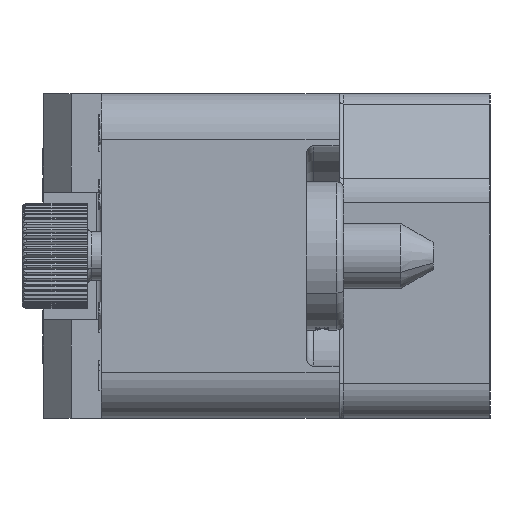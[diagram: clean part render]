
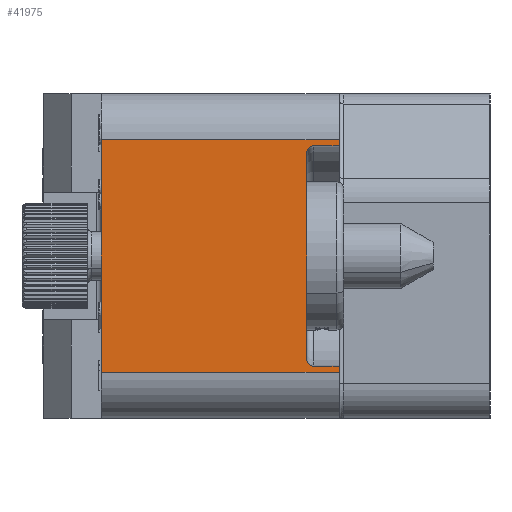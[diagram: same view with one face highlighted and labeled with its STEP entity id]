
A CAD part, left-side view. The second image highlights one B-rep face of the part: STEP entity #41975.
In plain terms, the highlighted planar face has unit normal (-1, 0, 0).
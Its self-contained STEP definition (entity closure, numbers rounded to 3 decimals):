
#3067=DIRECTION('',(0.,0.,-1.));
#3068=VECTOR('',#3067,10.);
#3069=CARTESIAN_POINT('',(-40.,10.25,5.));
#3070=LINE('',#3069,#3068);
#3608=DIRECTION('',(0.,-1.,0.));
#3609=VECTOR('',#3608,10.25);
#3610=CARTESIAN_POINT('',(-40.,10.25,5.));
#3611=LINE('',#3610,#3609);
#3790=DIRECTION('',(0.,1.,0.));
#3791=VECTOR('',#3790,10.25);
#3792=CARTESIAN_POINT('',(-40.,0.,-5.));
#3793=LINE('',#3792,#3791);
#3799=DIRECTION('',(0.,0.,1.));
#3800=VECTOR('',#3799,8.9);
#3801=CARTESIAN_POINT('',(-40.,1.4,-4.45));
#3802=LINE('',#3801,#3800);
#3803=DIRECTION('',(0.,1.,0.));
#3804=VECTOR('',#3803,1.1);
#3805=CARTESIAN_POINT('',(-40.,0.,-4.75));
#3806=LINE('',#3805,#3804);
#3807=DIRECTION('',(0.,0.,-1.));
#3808=VECTOR('',#3807,0.25);
#3809=CARTESIAN_POINT('',(-40.,0.,-4.75));
#3810=LINE('',#3809,#3808);
#3811=DIRECTION('',(0.,0.,-1.));
#3812=VECTOR('',#3811,0.25);
#3813=CARTESIAN_POINT('',(-40.,0.,5.));
#3814=LINE('',#3813,#3812);
#3815=DIRECTION('',(0.,1.,0.));
#3816=VECTOR('',#3815,1.1);
#3817=CARTESIAN_POINT('',(-40.,0.,4.75));
#3818=LINE('',#3817,#3816);
#3842=CARTESIAN_POINT('',(-40.,1.1,-4.45));
#3843=DIRECTION('',(1.,0.,0.));
#3844=DIRECTION('',(0.,0.,-1.));
#3845=AXIS2_PLACEMENT_3D('',#3842,#3843,#3844);
#3866=CARTESIAN_POINT('',(-40.,1.1,4.45));
#3867=DIRECTION('',(1.,0.,0.));
#3868=DIRECTION('',(0.,1.,0.));
#3869=AXIS2_PLACEMENT_3D('',#3866,#3867,#3868);
#31356=CARTESIAN_POINT('',(-40.,0.,5.));
#31357=VERTEX_POINT('',#31356);
#31358=CARTESIAN_POINT('',(-40.,10.25,5.));
#31359=VERTEX_POINT('',#31358);
#31364=CARTESIAN_POINT('',(-40.,10.25,-5.));
#31365=VERTEX_POINT('',#31364);
#31366=CARTESIAN_POINT('',(-40.,0.,-5.));
#31367=VERTEX_POINT('',#31366);
#31376=CARTESIAN_POINT('',(-40.,0.,-4.75));
#31378=VERTEX_POINT('',#31376);
#31382=CARTESIAN_POINT('',(-40.,0.,4.75));
#31383=VERTEX_POINT('',#31382);
#31593=CARTESIAN_POINT('',(-40.,1.4,-4.45));
#31595=VERTEX_POINT('',#31593);
#31597=CARTESIAN_POINT('',(-40.,1.1,-4.75));
#31599=VERTEX_POINT('',#31597);
#31604=CARTESIAN_POINT('',(-40.,1.4,4.45));
#31605=VERTEX_POINT('',#31604);
#31606=CARTESIAN_POINT('',(-40.,1.1,4.75));
#31607=VERTEX_POINT('',#31606);
#41953=CARTESIAN_POINT('',(-40.,0.,7.));
#41954=DIRECTION('',(-1.,0.,0.));
#41955=DIRECTION('',(0.,1.,0.));
#41956=AXIS2_PLACEMENT_3D('',#41953,#41954,#41955);
#41957=PLANE('',#41956);
#41959=ORIENTED_EDGE('',*,*,#41958,.F.);
#41961=ORIENTED_EDGE('',*,*,#41960,.F.);
#41963=ORIENTED_EDGE('',*,*,#41962,.F.);
#41964=ORIENTED_EDGE('',*,*,#41784,.T.);
#41965=ORIENTED_EDGE('',*,*,#41947,.T.);
#41966=ORIENTED_EDGE('',*,*,#41462,.F.);
#41967=ORIENTED_EDGE('',*,*,#41768,.T.);
#41968=ORIENTED_EDGE('',*,*,#41792,.T.);
#41970=ORIENTED_EDGE('',*,*,#41969,.T.);
#41972=ORIENTED_EDGE('',*,*,#41971,.F.);
#41973=EDGE_LOOP('',(#41959,#41961,#41963,#41964,#41965,#41966,#41967,#41968,
#41970,#41972));
#41974=FACE_OUTER_BOUND('',#41973,.F.);
#41975=ADVANCED_FACE('',(#41974),#41957,.T.);
#3846=CIRCLE('',#3845,0.3);
#3870=CIRCLE('',#3869,0.3);
#41462=EDGE_CURVE('',#31359,#31365,#3070,.T.);
#41768=EDGE_CURVE('',#31359,#31357,#3611,.T.);
#41784=EDGE_CURVE('',#31378,#31367,#3810,.T.);
#41792=EDGE_CURVE('',#31357,#31383,#3814,.T.);
#41947=EDGE_CURVE('',#31367,#31365,#3793,.T.);
#41958=EDGE_CURVE('',#31595,#31605,#3802,.T.);
#41960=EDGE_CURVE('',#31599,#31595,#3846,.T.);
#41962=EDGE_CURVE('',#31378,#31599,#3806,.T.);
#41969=EDGE_CURVE('',#31383,#31607,#3818,.T.);
#41971=EDGE_CURVE('',#31605,#31607,#3870,.T.);
